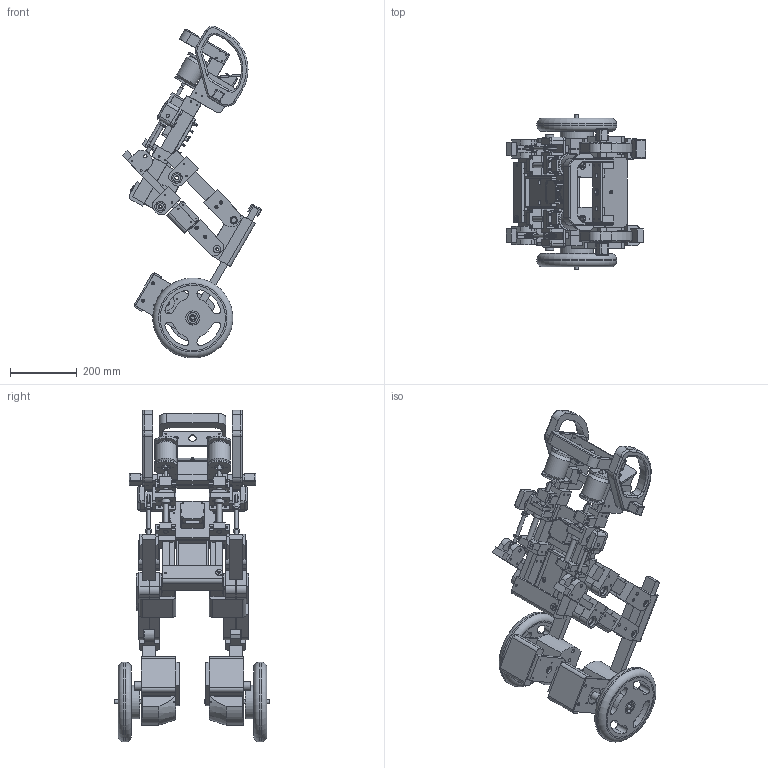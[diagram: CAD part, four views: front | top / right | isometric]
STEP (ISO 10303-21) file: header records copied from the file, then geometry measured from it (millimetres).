
FILE_DESCRIPTION(/* description */ (''),/* implementation_level */ '2;1');
FILE_NAME(/* name */ 'fe2d517b-cbc6-4e5f-bfd8-eae5ec3dcef4.stp',/* time_stamp */ '2020-02-13T16:15:41+00:00',/* author */ (''),/* organization */ (''),/* preprocessor_version */ 'ST-DEVELOPER v18',/* originating_system */ 'Autodesk Translation Framework v8.12.0.6',/* authorisation */ '');
FILE_SCHEMA (('AUTOMOTIVE_DESIGN { 1 0 10303 214 3 1 1 }'));
Products named in the file (14): Sonic05; Body; shin; thigh (1); thigh (1) (1); shin(Mirror); thigh (1)(Mirror); thigh (1) (1)(Mirror); newactuator v1; ballNut; newactuator v1(Mirror); ballNut (1); rosejoint(Mirror); rosejoint(Mirror)(Mirror)
Assembly tree (13 placements, depth 3):
  Sonic05
    Body
    shin
    thigh (1)
    thigh (1) (1)
    shin(Mirror)
    thigh (1)(Mirror)
    thigh (1) (1)(Mirror)
    newactuator v1
      ballNut
    newactuator v1(Mirror)
      ballNut (1)
    rosejoint(Mirror)
    rosejoint(Mirror)(Mirror)
Bounding box: 417.97 x 463 x 994.65 mm (x, y, z)
Volume: 17630658.1 mm3; surface area: 2876233 mm2
Topology: 102 solids, 102 shells, 1991 faces, 4810 edges, 3154 vertices
Faces by surface type: plane 1031, cylinder 801, cone 73, torus 66, sphere 12, bspline 8
Full cylindrical faces by diameter (mm): 2 x3, 2.2 x4, 2.8 x72, 4 x12, 4.5 x136, 5 x18, 5.2 x8, 5.5 x16, 6 x37, 6.4 x10, 7.5 x1, 8 x12, 8.5 x2, 9.414 x1, 10 x45, 10.072 x2, 11 x8, 12 x2, 12.2 x4, 12.4 x2, 13.5 x2, 14 x2, 15 x18, 15.072 x2, 16 x6, 16.004 x4, 20 x8, 22.25 x8, 22.3 x2, 22.5 x1
Entity records: 60959 total; most frequent: CARTESIAN_POINT 10974, DIRECTION 10552, ORIENTED_EDGE 9620, EDGE_CURVE 4810, AXIS2_PLACEMENT_3D 3850, VERTEX_POINT 3154, LINE 2852, VECTOR 2852
